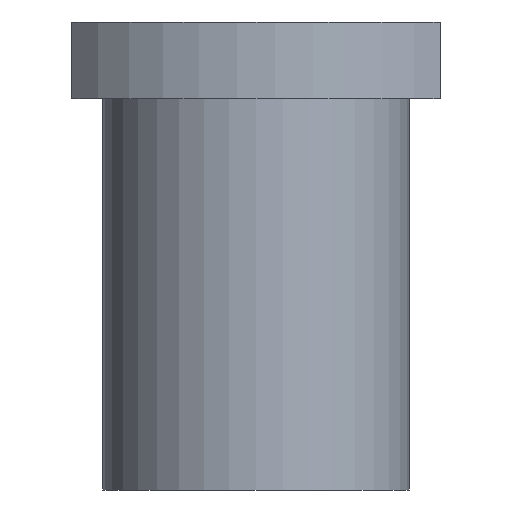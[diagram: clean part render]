
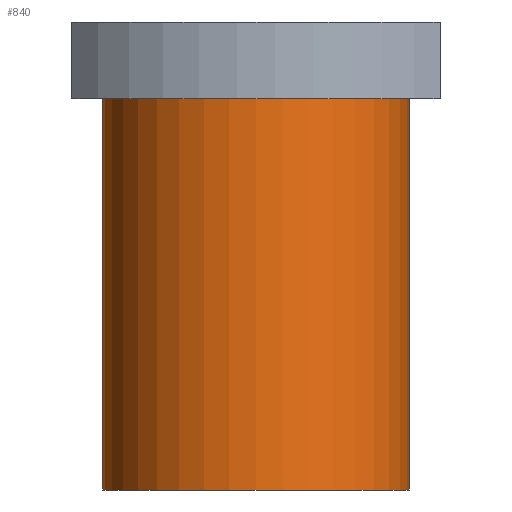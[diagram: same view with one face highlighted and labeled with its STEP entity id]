
A CAD part, front view. The second image highlights one B-rep face of the part: STEP entity #840.
In plain terms, the highlighted cylindrical face has radius 20 mm (diameter 40 mm), a partial arc.
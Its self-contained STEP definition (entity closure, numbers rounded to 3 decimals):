
#16=CARTESIAN_POINT('',(0.,0.,0.));
#17=DIRECTION('',(0.,0.,1.));
#18=DIRECTION('',(-1.,0.,0.));
#19=AXIS2_PLACEMENT_3D('',#16,#17,#18);
#402=DIRECTION('',(0.,0.,1.));
#403=VECTOR('',#402,51.);
#404=CARTESIAN_POINT('',(20.,0.,0.));
#405=LINE('',#404,#403);
#406=CARTESIAN_POINT('',(0.,0.,51.));
#407=DIRECTION('',(0.,0.,1.));
#408=DIRECTION('',(-1.,0.,0.));
#409=AXIS2_PLACEMENT_3D('',#406,#407,#408);
#411=DIRECTION('',(0.,0.,1.));
#412=VECTOR('',#411,51.);
#413=CARTESIAN_POINT('',(-20.,0.,0.));
#414=LINE('',#413,#412);
#503=CARTESIAN_POINT('',(20.,0.,0.));
#504=CARTESIAN_POINT('',(-20.,0.,0.));
#505=VERTEX_POINT('',#503);
#506=VERTEX_POINT('',#504);
#511=CARTESIAN_POINT('',(20.,0.,51.));
#512=CARTESIAN_POINT('',(-20.,0.,51.));
#513=VERTEX_POINT('',#511);
#514=VERTEX_POINT('',#512);
#829=CARTESIAN_POINT('',(0.,0.,0.));
#830=DIRECTION('',(0.,0.,1.));
#831=DIRECTION('',(1.,0.,0.));
#832=AXIS2_PLACEMENT_3D('',#829,#830,#831);
#833=CYLINDRICAL_SURFACE('',#832,20.);
#834=ORIENTED_EDGE('',*,*,#774,.T.);
#835=ORIENTED_EDGE('',*,*,#824,.F.);
#836=ORIENTED_EDGE('',*,*,#598,.F.);
#837=ORIENTED_EDGE('',*,*,#821,.T.);
#838=EDGE_LOOP('',(#834,#835,#836,#837));
#839=FACE_OUTER_BOUND('',#838,.F.);
#840=ADVANCED_FACE('',(#839),#833,.T.);
#20=CIRCLE('',#19,20.);
#410=CIRCLE('',#409,20.);
#598=EDGE_CURVE('',#506,#505,#20,.T.);
#774=EDGE_CURVE('',#514,#513,#410,.T.);
#821=EDGE_CURVE('',#506,#514,#414,.T.);
#824=EDGE_CURVE('',#505,#513,#405,.T.);
